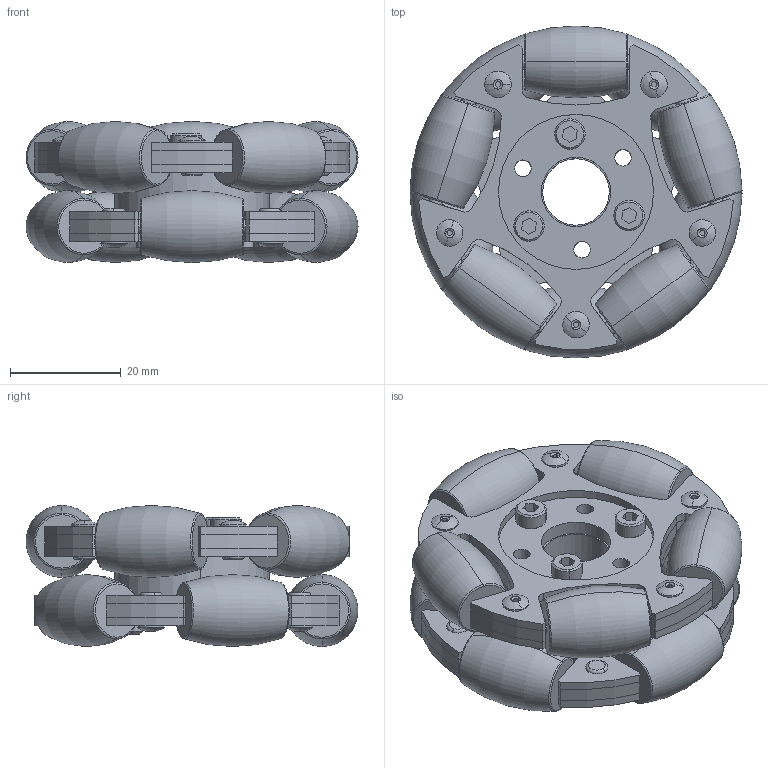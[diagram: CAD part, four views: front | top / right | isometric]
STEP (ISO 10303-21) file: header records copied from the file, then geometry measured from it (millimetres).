
FILE_DESCRIPTION (( 'STEP AP203' ), '1' );
FILE_NAME ('14145.STEP', '2015-03-07T08:47:00', ( 'Sky123.Org' ), ( 'Sky123.Org' ), 'SwSTEP 2.0', 'SolidWorks 2014', '' );
FILE_SCHEMA (( 'CONFIG_CONTROL_DESIGN' ));
Length unit declared in the file: millimetre
Products named in the file (10): 60mm90度5分车轮-弧形轮(A版); 囀鞠褒蹟佪(M3X20); 穩隊3X5; 60mm90度5分车轮-弧形轮固定板(A版); 14145; 60mm90度5分车轮-弧形轮-销(A版); 60mm90度5分车轮-多件弧形轮组合(A版 ); 60mm90度5分车轮-弧形轮夹板(A版); 60mm90度5分车轮-单件弧形轮组合(A版); 60mm90度5分车轮-后轮连接体(A版)
Assembly tree (21 placements, depth 4):
  14145
    60mm90度5分车轮-后轮连接体(A版)
    60mm90度5分车轮-多件弧形轮组合(A版 )  x2
      60mm90度5分车轮-弧形轮固定板(A版)
      60mm90度5分车轮-弧形轮夹板(A版)
      60mm90度5分车轮-单件弧形轮组合(A版)
        60mm90度5分车轮-弧形轮(A版)
        60mm90度5分车轮-弧形轮-销(A版)
      穩隊3X5
    囀鞠褒蹟佪(M3X20)  x3
Bounding box: 60 x 59.97 x 25.5 mm (x, y, z)
Volume: 37381.2 mm3; surface area: 32179.1 mm2
Topology: 40 solids, 40 shells, 886 faces, 2242 edges, 1462 vertices
Faces by surface type: cylinder 424, plane 324, torus 100, sphere 20, cone 18
Entity records: 9848 total; most frequent: DIRECTION 1580, CARTESIAN_POINT 1456, ORIENTED_EDGE 1412, EDGE_CURVE 706, AXIS2_PLACEMENT_3D 590, VERTEX_POINT 466, LINE 400, VECTOR 400
